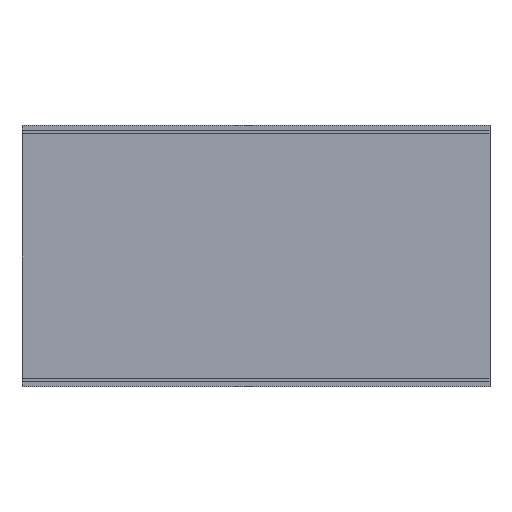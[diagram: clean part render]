
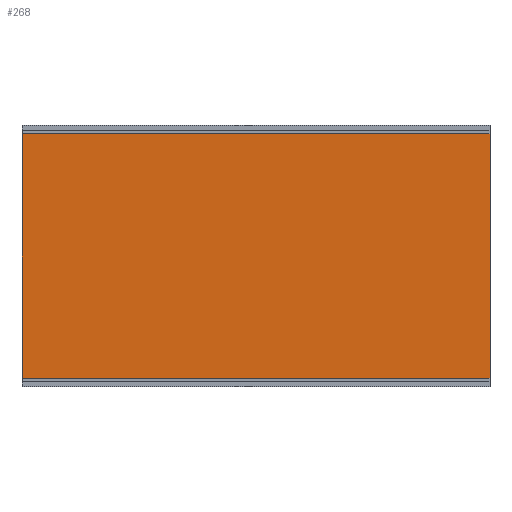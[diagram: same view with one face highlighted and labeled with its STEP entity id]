
A CAD part, front view. The second image highlights one B-rep face of the part: STEP entity #268.
In plain terms, the highlighted planar face has unit normal (-0.059, -0.998, 0).
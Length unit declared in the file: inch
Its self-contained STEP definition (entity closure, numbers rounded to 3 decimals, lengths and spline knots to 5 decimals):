
#22=FACE_OUTER_BOUND('',#36,.T.);
#36=EDGE_LOOP('',(#211,#212,#213,#214));
#46=LINE('',#379,#82);
#65=LINE('',#416,#101);
#68=LINE('',#423,#104);
#69=LINE('',#424,#105);
#82=VECTOR('',#310,0.3937);
#101=VECTOR('',#339,0.3937);
#104=VECTOR('',#346,0.3937);
#105=VECTOR('',#347,0.3937);
#118=VERTEX_POINT('',#376);
#119=VERTEX_POINT('',#378);
#132=VERTEX_POINT('',#414);
#134=VERTEX_POINT('',#422);
#142=EDGE_CURVE('',#118,#119,#46,.T.);
#161=EDGE_CURVE('',#132,#119,#65,.T.);
#164=EDGE_CURVE('',#134,#132,#68,.T.);
#165=EDGE_CURVE('',#118,#134,#69,.T.);
#211=ORIENTED_EDGE('',*,*,#164,.T.);
#212=ORIENTED_EDGE('',*,*,#161,.T.);
#213=ORIENTED_EDGE('',*,*,#142,.F.);
#214=ORIENTED_EDGE('',*,*,#165,.T.);
#254=PLANE('',#296);
#268=ADVANCED_FACE('',(#22),#254,.T.);
#296=AXIS2_PLACEMENT_3D('',#421,#344,#345);
#310=DIRECTION('',(0.,0.,-1.));
#339=DIRECTION('',(0.998,-0.059,0.));
#344=DIRECTION('center_axis',(-0.059,-0.998,0.));
#345=DIRECTION('ref_axis',(-0.998,0.059,0.));
#346=DIRECTION('',(0.,0.,-1.));
#347=DIRECTION('',(-0.998,0.059,0.));
#376=CARTESIAN_POINT('',(423.99829,102.15717,-0.625));
#378=CARTESIAN_POINT('',(423.99829,102.15717,-19.375));
#379=CARTESIAN_POINT('',(423.99829,102.15717,0.));
#414=CARTESIAN_POINT('',(388.13709,104.26008,-19.375));
#416=CARTESIAN_POINT('',(337.5,107.22945,-19.375));
#421=CARTESIAN_POINT('Origin',(423.99829,102.15717,0.));
#422=CARTESIAN_POINT('',(388.13709,104.26008,-0.625));
#423=CARTESIAN_POINT('',(388.13709,104.26008,0.));
#424=CARTESIAN_POINT('',(337.5,107.22945,-0.625));
